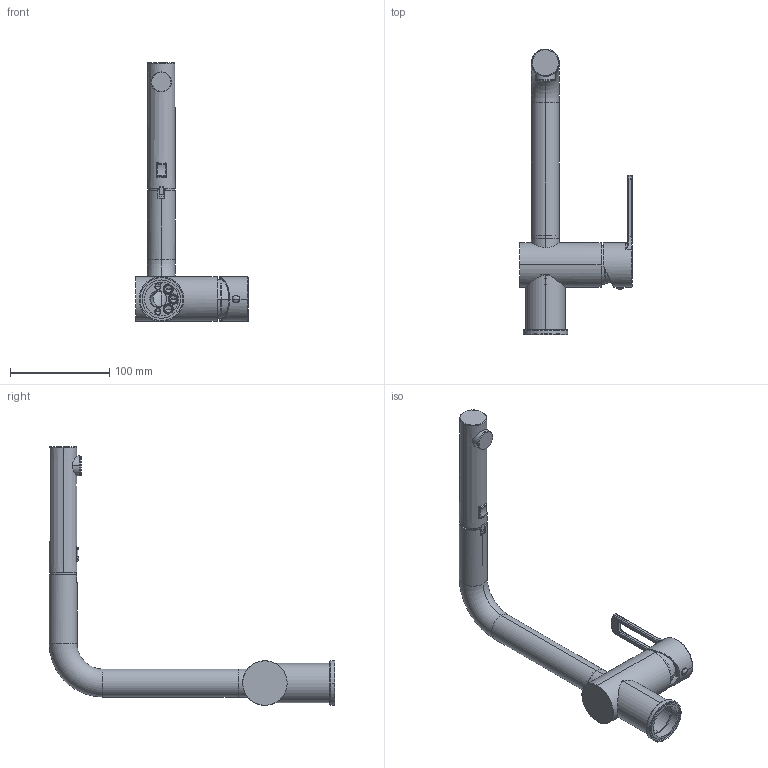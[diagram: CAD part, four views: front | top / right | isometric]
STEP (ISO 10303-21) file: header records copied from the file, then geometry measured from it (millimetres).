
FILE_DESCRIPTION((''),'2;1');
FILE_NAME('RIN285CR','2021-05-04T11:33:25',('ut3'),('PAFFONI SpA'),'CREO PARAMETRIC BY PTC INC, 2020044','CREO PARAMETRIC BY PTC INC, 2020044','');
FILE_SCHEMA(('CONFIG_CONTROL_DESIGN','SHAPE_APPEARANCE_LAYERS_GROUPS'));
Length unit declared in the file: millimetre
Products named in the file (1): RIN285CR
Bounding box: 113.63 x 287.4 x 260.5 mm (x, y, z)
Volume: 207538.9 mm3; surface area: 156341.7 mm2
Topology: 2 solids, 2 shells, 2417 faces, 6788 edges, 4342 vertices
Faces by surface type: plane 1202, cylinder 622, cone 240, torus 179, bspline 97, sphere 44, extrusion 33
Entity records: 122182 total; most frequent: CARTESIAN_POINT 35230, ORIENTED_EDGE 13504, DIRECTION 12654, EDGE_CURVE 6752, AXIS2_PLACEMENT_3D 4453, VERTEX_POINT 4342, FILL_AREA_STYLE_COLOUR 3965, FILL_AREA_STYLE 3965
